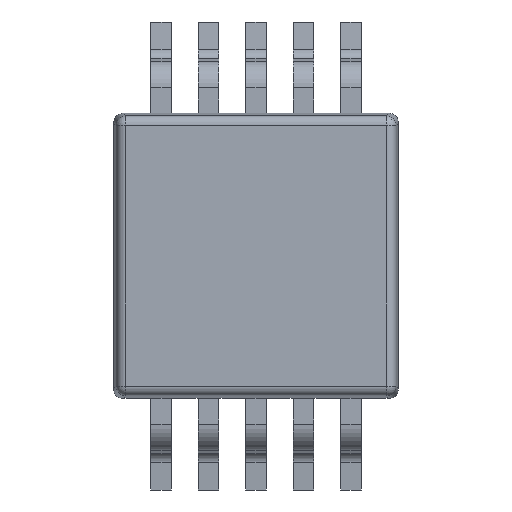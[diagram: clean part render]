
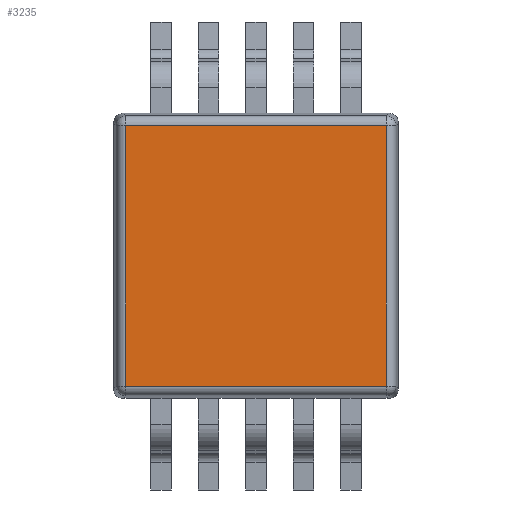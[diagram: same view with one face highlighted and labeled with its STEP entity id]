
A CAD part, top view. The second image highlights one B-rep face of the part: STEP entity #3235.
In plain terms, the highlighted planar face has unit normal (0, 0, 1).
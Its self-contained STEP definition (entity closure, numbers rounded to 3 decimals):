
#253=FACE_OUTER_BOUND('',#435,.T.);
#435=EDGE_LOOP('',(#2824,#2825,#2826,#2827));
#871=LINE('',#5331,#1223);
#872=LINE('',#5336,#1224);
#873=LINE('',#5338,#1225);
#874=LINE('',#5341,#1226);
#1223=VECTOR('',#4378,1000.);
#1224=VECTOR('',#4385,1000.);
#1225=VECTOR('',#4388,1000.);
#1226=VECTOR('',#4393,1000.);
#1497=VERTEX_POINT('',#5213);
#1504=VERTEX_POINT('',#5227);
#1505=VERTEX_POINT('',#5231);
#1522=VERTEX_POINT('',#5334);
#1961=EDGE_CURVE('',#1504,#1497,#871,.T.);
#1963=EDGE_CURVE('',#1522,#1504,#872,.T.);
#1964=EDGE_CURVE('',#1505,#1522,#873,.T.);
#1966=EDGE_CURVE('',#1497,#1505,#874,.T.);
#2824=ORIENTED_EDGE('',*,*,#1963,.F.);
#2825=ORIENTED_EDGE('',*,*,#1964,.F.);
#2826=ORIENTED_EDGE('',*,*,#1966,.F.);
#2827=ORIENTED_EDGE('',*,*,#1961,.F.);
#3062=PLANE('',#3532);
#3235=ADVANCED_FACE('',(#253),#3062,.T.);
#3532=AXIS2_PLACEMENT_3D('',#5342,#4394,#4395);
#4378=DIRECTION('',(1.,0.,0.));
#4385=DIRECTION('',(0.,1.,0.));
#4388=DIRECTION('',(-1.,0.,0.));
#4393=DIRECTION('',(0.,-1.,0.));
#4394=DIRECTION('center_axis',(0.,0.,1.));
#4395=DIRECTION('ref_axis',(0.,-1.,0.));
#5213=CARTESIAN_POINT('',(1.372,1.372,1.1));
#5227=CARTESIAN_POINT('',(-1.372,1.372,1.1));
#5231=CARTESIAN_POINT('',(1.372,-1.372,1.1));
#5331=CARTESIAN_POINT('',(1.372,1.372,1.1));
#5334=CARTESIAN_POINT('',(-1.372,-1.372,1.1));
#5336=CARTESIAN_POINT('',(-1.372,1.472,1.1));
#5338=CARTESIAN_POINT('',(-1.472,-1.372,1.1));
#5341=CARTESIAN_POINT('',(1.372,-1.372,1.1));
#5342=CARTESIAN_POINT('Origin',(0.,0.,1.1));
